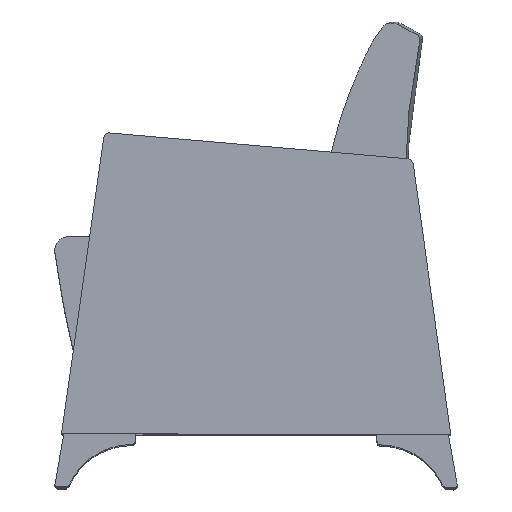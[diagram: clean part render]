
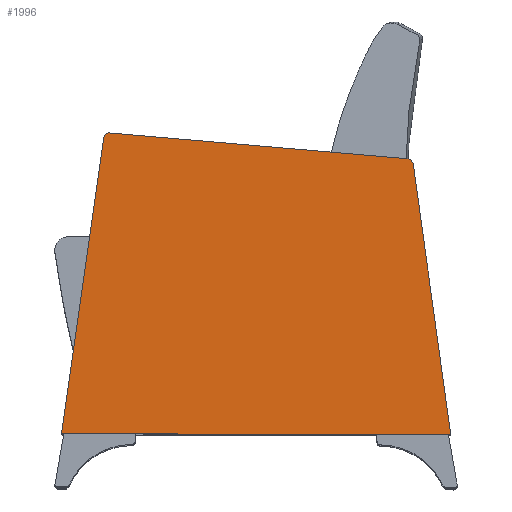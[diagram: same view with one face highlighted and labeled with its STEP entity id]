
A CAD part, top view. The second image highlights one B-rep face of the part: STEP entity #1996.
In plain terms, the highlighted planar face has unit normal (0, 0, 1).
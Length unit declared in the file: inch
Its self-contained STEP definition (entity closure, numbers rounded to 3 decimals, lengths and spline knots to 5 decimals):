
#260=CIRCLE('',#2225,0.5);
#263=CIRCLE('',#2232,0.5);
#439=FACE_OUTER_BOUND('',#573,.T.);
#573=EDGE_LOOP('',(#1570,#1571,#1572,#1573,#1574,#1575));
#750=LINE('',#3225,#841);
#753=LINE('',#3230,#844);
#754=LINE('',#3235,#845);
#755=LINE('',#3236,#846);
#841=VECTOR('',#2648,0.3937);
#844=VECTOR('',#2653,0.3937);
#845=VECTOR('',#2658,0.3937);
#846=VECTOR('',#2659,0.3937);
#934=VERTEX_POINT('',#3205);
#935=VERTEX_POINT('',#3206);
#942=VERTEX_POINT('',#3224);
#943=VERTEX_POINT('',#3228);
#944=VERTEX_POINT('',#3232);
#945=VERTEX_POINT('',#3234);
#1160=EDGE_CURVE('',#934,#935,#260,.T.);
#1169=EDGE_CURVE('',#935,#942,#750,.T.);
#1172=EDGE_CURVE('',#934,#943,#753,.T.);
#1173=EDGE_CURVE('',#944,#943,#263,.T.);
#1174=EDGE_CURVE('',#945,#944,#754,.T.);
#1175=EDGE_CURVE('',#942,#945,#755,.T.);
#1570=ORIENTED_EDGE('',*,*,#1160,.F.);
#1571=ORIENTED_EDGE('',*,*,#1172,.T.);
#1572=ORIENTED_EDGE('',*,*,#1173,.F.);
#1573=ORIENTED_EDGE('',*,*,#1174,.F.);
#1574=ORIENTED_EDGE('',*,*,#1175,.F.);
#1575=ORIENTED_EDGE('',*,*,#1169,.F.);
#1933=PLANE('',#2231);
#1996=ADVANCED_FACE('',(#439),#1933,.T.);
#2225=AXIS2_PLACEMENT_3D('',#3207,#2632,#2633);
#2231=AXIS2_PLACEMENT_3D('',#3231,#2654,#2655);
#2232=AXIS2_PLACEMENT_3D('',#3233,#2656,#2657);
#2632=DIRECTION('center_axis',(0.,0.,-1.));
#2633=DIRECTION('ref_axis',(0.687,0.726,0.));
#2648=DIRECTION('',(0.139,-0.99,0.));
#2653=DIRECTION('',(-0.996,0.084,0.));
#2654=DIRECTION('center_axis',(0.,0.,1.));
#2655=DIRECTION('ref_axis',(1.,0.,0.));
#2656=DIRECTION('center_axis',(0.,0.,-1.));
#2657=DIRECTION('ref_axis',(-0.656,0.755,0.));
#2658=DIRECTION('',(0.139,0.99,0.));
#2659=DIRECTION('',(-1.,0.,0.));
#3205=CARTESIAN_POINT('',(9.12104,20.07558,2.75));
#3206=CARTESIAN_POINT('',(9.57405,19.64695,2.75));
#3207=CARTESIAN_POINT('Origin',(9.07891,19.57736,2.75));
#3224=CARTESIAN_POINT('',(12.28079,0.38751,2.75));
#3225=CARTESIAN_POINT('',(9.25916,21.88751,2.75));
#3228=CARTESIAN_POINT('',(-12.15771,21.87479,2.75));
#3230=CARTESIAN_POINT('',(-6.44152,21.39147,2.75));
#3231=CARTESIAN_POINT('Origin',(-1.61059,10.43854,2.75));
#3232=CARTESIAN_POINT('',(-12.54082,21.45709,2.75));
#3233=CARTESIAN_POINT('Origin',(-12.04569,21.38751,2.75));
#3234=CARTESIAN_POINT('',(-15.50196,0.38751,2.75));
#3235=CARTESIAN_POINT('',(-15.50196,0.38751,2.75));
#3236=CARTESIAN_POINT('',(12.28079,0.38751,2.75));
